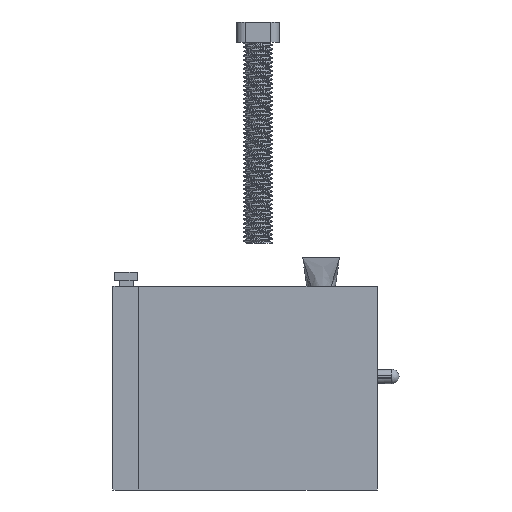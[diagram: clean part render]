
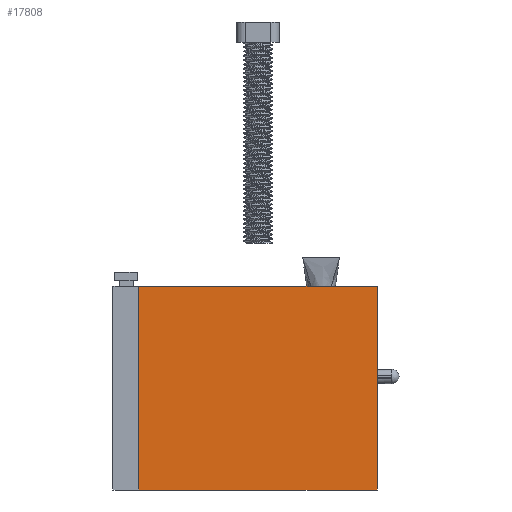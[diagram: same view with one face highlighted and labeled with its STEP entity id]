
A CAD part, left-side view. The second image highlights one B-rep face of the part: STEP entity #17808.
In plain terms, the highlighted planar face has unit normal (-1, 0, 0).
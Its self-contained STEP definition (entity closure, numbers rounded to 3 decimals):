
#1095=PLANE('',#19177);
#2470=FACE_OUTER_BOUND('',#3936,.T.);
#3936=EDGE_LOOP('',(#15473,#15474,#15475,#15476));
#5047=LINE('',#31548,#6378);
#5209=LINE('',#33165,#6540);
#5215=LINE('',#34139,#6546);
#5227=LINE('',#34162,#6558);
#6378=VECTOR('',#22398,10.);
#6540=VECTOR('',#22714,10.);
#6546=VECTOR('',#22732,10.);
#6558=VECTOR('',#22750,10.);
#8650=VERTEX_POINT('',#31541);
#8653=VERTEX_POINT('',#31546);
#8770=VERTEX_POINT('',#33161);
#8774=VERTEX_POINT('',#34138);
#10937=EDGE_CURVE('',#8653,#8650,#5047,.T.);
#11121=EDGE_CURVE('',#8770,#8650,#5209,.T.);
#11130=EDGE_CURVE('',#8774,#8770,#5215,.T.);
#11142=EDGE_CURVE('',#8774,#8653,#5227,.T.);
#15473=ORIENTED_EDGE('',*,*,#11130,.T.);
#15474=ORIENTED_EDGE('',*,*,#11121,.T.);
#15475=ORIENTED_EDGE('',*,*,#10937,.F.);
#15476=ORIENTED_EDGE('',*,*,#11142,.F.);
#17808=ADVANCED_FACE('',(#2470),#1095,.T.);
#19177=AXIS2_PLACEMENT_3D('',#34161,#22748,#22749);
#22398=DIRECTION('',(0.,0.,1.));
#22714=DIRECTION('',(0.,1.,0.));
#22732=DIRECTION('',(0.,0.,1.));
#22748=DIRECTION('center_axis',(-1.,0.,0.));
#22749=DIRECTION('ref_axis',(0.,0.,-1.));
#22750=DIRECTION('',(0.,1.,0.));
#31541=CARTESIAN_POINT('',(63.5,-48.5,79.1));
#31546=CARTESIAN_POINT('',(63.5,-48.5,8.1));
#31548=CARTESIAN_POINT('',(63.5,-48.5,8.1));
#33161=CARTESIAN_POINT('',(63.5,-131.5,79.1));
#33165=CARTESIAN_POINT('',(63.5,-180.5,79.1));
#34138=CARTESIAN_POINT('',(63.5,-131.5,8.1));
#34139=CARTESIAN_POINT('',(63.5,-131.5,61.35));
#34161=CARTESIAN_POINT('Origin',(63.5,-130.5,79.1));
#34162=CARTESIAN_POINT('',(63.5,-180.5,8.1));
